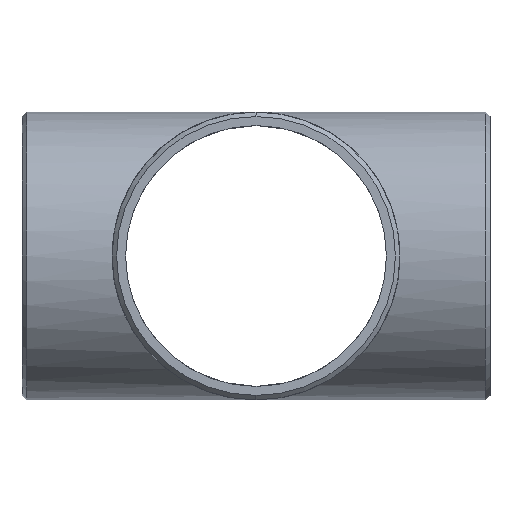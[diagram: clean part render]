
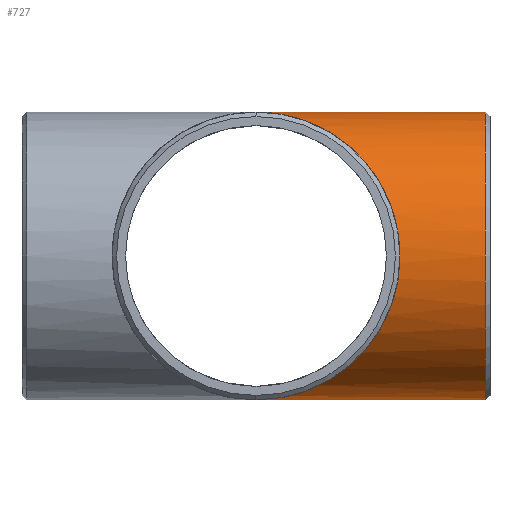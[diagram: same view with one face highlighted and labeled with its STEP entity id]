
A CAD part, left-side view. The second image highlights one B-rep face of the part: STEP entity #727.
In plain terms, the highlighted cylindrical face has radius 109.5 mm (diameter 219 mm), a partial arc.
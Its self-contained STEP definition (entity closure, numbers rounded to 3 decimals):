
#9 = ORIENTED_EDGE ( 'NONE', *, *, #199, .T. ) ;
#71 = VERTEX_POINT ( 'NONE', #665 ) ;
#99 = AXIS2_PLACEMENT_3D ( 'NONE', #268, #453, #385 ) ;
#101 =( BOUNDED_CURVE ( )  B_SPLINE_CURVE ( 3, ( #400, #344, #337, #755 ),
 .UNSPECIFIED., .F., .T. ) 
 B_SPLINE_CURVE_WITH_KNOTS ( ( 4, 4 ),
 ( 4.712, 7.854 ),
 .UNSPECIFIED. ) 
 CURVE ( )  GEOMETRIC_REPRESENTATION_ITEM ( )  RATIONAL_B_SPLINE_CURVE ( ( 1., 0.333, 0.333, 1. ) ) 
 REPRESENTATION_ITEM ( '' )  );
#121 = DIRECTION ( 'NONE',  ( 0., 1., 0. ) ) ;
#175 = CARTESIAN_POINT ( 'NONE',  ( 0., -178., 109.5 ) ) ;
#199 = EDGE_CURVE ( 'NONE', #71, #283, #532, .T. ) ;
#220 = DIRECTION ( 'NONE',  ( 0., 0., -1. ) ) ;
#268 = CARTESIAN_POINT ( 'NONE',  ( 0., -178., 0. ) ) ;
#283 = VERTEX_POINT ( 'NONE', #548 ) ;
#297 = DIRECTION ( 'NONE',  ( 0., 1., 0. ) ) ;
#310 = VECTOR ( 'NONE', #297, 1000. ) ;
#315 = ORIENTED_EDGE ( 'NONE', *, *, #368, .F. ) ;
#337 = CARTESIAN_POINT ( 'NONE',  ( -219., -219., 109.5 ) ) ;
#344 = CARTESIAN_POINT ( 'NONE',  ( -219., -219., -109.5 ) ) ;
#368 = EDGE_CURVE ( 'NONE', #432, #391, #431, .T. ) ;
#385 = DIRECTION ( 'NONE',  ( 0., 0., -1. ) ) ;
#391 = VERTEX_POINT ( 'NONE', #714 ) ;
#392 = CYLINDRICAL_SURFACE ( 'NONE', #99, 109.5 ) ;
#400 = CARTESIAN_POINT ( 'NONE',  ( 0., 0., -109.5 ) ) ;
#401 = EDGE_CURVE ( 'NONE', #391, #283, #101, .T. ) ;
#428 = ORIENTED_EDGE ( 'NONE', *, *, #401, .F. ) ;
#431 = LINE ( 'NONE', #672, #690 ) ;
#432 = VERTEX_POINT ( 'NONE', #697 ) ;
#453 = DIRECTION ( 'NONE',  ( 0., 1., 0. ) ) ;
#511 = CARTESIAN_POINT ( 'NONE',  ( 0., -174.563, 0. ) ) ;
#532 = LINE ( 'NONE', #175, #310 ) ;
#548 = CARTESIAN_POINT ( 'NONE',  ( 0., 0., 109.5 ) ) ;
#615 = ORIENTED_EDGE ( 'NONE', *, *, #783, .T. ) ;
#637 = FACE_OUTER_BOUND ( 'NONE', #638, .T. ) ;
#638 = EDGE_LOOP ( 'NONE', ( #615, #9, #428, #315 ) ) ;
#665 = CARTESIAN_POINT ( 'NONE',  ( 0., -174.563, 109.5 ) ) ;
#672 = CARTESIAN_POINT ( 'NONE',  ( 0., -178., -109.5 ) ) ;
#690 = VECTOR ( 'NONE', #121, 1000. ) ;
#697 = CARTESIAN_POINT ( 'NONE',  ( 0., -174.563, -109.5 ) ) ;
#714 = CARTESIAN_POINT ( 'NONE',  ( 0., 0., -109.5 ) ) ;
#727 = ADVANCED_FACE ( 'NONE', ( #637 ), #392, .T. ) ;
#755 = CARTESIAN_POINT ( 'NONE',  ( 0., 0., 109.5 ) ) ;
#771 = AXIS2_PLACEMENT_3D ( 'NONE', #511, #784, #220 ) ;
#783 = EDGE_CURVE ( 'NONE', #432, #71, #789, .T. ) ;
#784 = DIRECTION ( 'NONE',  ( 0., 1., 0. ) ) ;
#789 = CIRCLE ( 'NONE', #771, 109.5 ) ;
